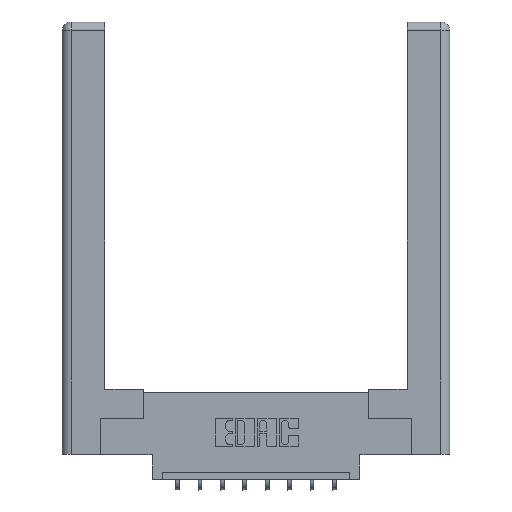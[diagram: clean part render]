
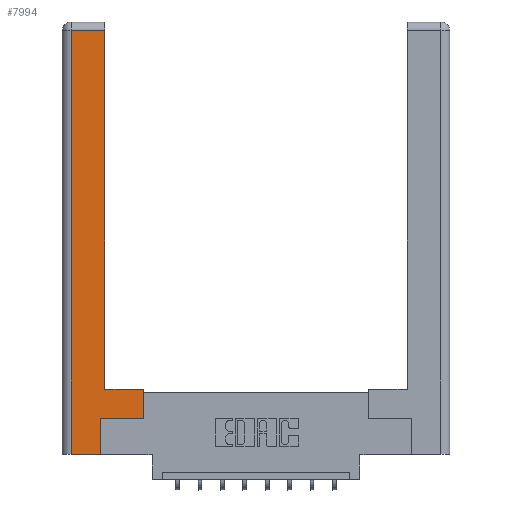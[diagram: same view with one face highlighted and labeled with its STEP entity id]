
A CAD part, top view. The second image highlights one B-rep face of the part: STEP entity #7994.
In plain terms, the highlighted planar face has unit normal (0, 0, 1).
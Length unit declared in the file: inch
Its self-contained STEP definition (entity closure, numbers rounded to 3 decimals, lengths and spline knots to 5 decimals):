
#38 = CARTESIAN_POINT ( 'NONE',  ( 0.295, 2.94, 0. ) ) ;
#190 = VECTOR ( 'NONE', #11459, 39.37008 ) ;
#727 = CARTESIAN_POINT ( 'NONE',  ( 0.265, 0.245, 0. ) ) ;
#844 = ORIENTED_EDGE ( 'NONE', *, *, #4909, .T. ) ;
#850 = EDGE_CURVE ( 'NONE', #12109, #1218, #13085, .T. ) ;
#890 = DIRECTION ( 'NONE',  ( 0., 1., 0. ) ) ;
#1218 = VERTEX_POINT ( 'NONE', #8731 ) ;
#1354 = DIRECTION ( 'NONE',  ( 1., 0., 0. ) ) ;
#1419 = EDGE_CURVE ( 'NONE', #2775, #6100, #8222, .T. ) ;
#1455 = ORIENTED_EDGE ( 'NONE', *, *, #4492, .T. ) ;
#1630 = CARTESIAN_POINT ( 'NONE',  ( 0.565, 0.45, 0. ) ) ;
#1806 = CARTESIAN_POINT ( 'NONE',  ( 0.565, 0.245, 0. ) ) ;
#2044 = EDGE_LOOP ( 'NONE', ( #1455, #12207, #8443, #9018, #6463, #6116, #844, #2065 ) ) ;
#2065 = ORIENTED_EDGE ( 'NONE', *, *, #850, .T. ) ;
#2099 = LINE ( 'NONE', #5267, #190 ) ;
#2220 = LINE ( 'NONE', #3798, #10819 ) ;
#2257 = LINE ( 'NONE', #9047, #6361 ) ;
#2451 = LINE ( 'NONE', #12638, #5925 ) ;
#2751 = VERTEX_POINT ( 'NONE', #4763 ) ;
#2775 = VERTEX_POINT ( 'NONE', #727 ) ;
#3139 = DIRECTION ( 'NONE',  ( 0., 1., 0. ) ) ;
#3275 = DIRECTION ( 'NONE',  ( 1., 0., 0. ) ) ;
#3641 = VERTEX_POINT ( 'NONE', #8004 ) ;
#3798 = CARTESIAN_POINT ( 'NONE',  ( 0.0615, 0., 0. ) ) ;
#4145 = CARTESIAN_POINT ( 'NONE',  ( 0.295, 0.45, 0. ) ) ;
#4179 = CARTESIAN_POINT ( 'NONE',  ( 0.265, 0., 0. ) ) ;
#4309 = DIRECTION ( 'NONE',  ( 0., 0., -1. ) ) ;
#4492 = EDGE_CURVE ( 'NONE', #1218, #13041, #2451, .T. ) ;
#4763 = CARTESIAN_POINT ( 'NONE',  ( 0.265, 0., 0. ) ) ;
#4909 = EDGE_CURVE ( 'NONE', #6100, #12109, #10065, .T. ) ;
#4995 = CARTESIAN_POINT ( 'NONE',  ( 0.565, 0.45, 0. ) ) ;
#5173 = DIRECTION ( 'NONE',  ( -1., 0., 0. ) ) ;
#5267 = CARTESIAN_POINT ( 'NONE',  ( 0.0615, 2.94, 0. ) ) ;
#5333 = DIRECTION ( 'NONE',  ( -1., 0., 0. ) ) ;
#5767 = VECTOR ( 'NONE', #1354, 39.37008 ) ;
#5925 = VECTOR ( 'NONE', #7452, 39.37008 ) ;
#6100 = VERTEX_POINT ( 'NONE', #1806 ) ;
#6116 = ORIENTED_EDGE ( 'NONE', *, *, #1419, .T. ) ;
#6310 = VECTOR ( 'NONE', #3275, 39.37008 ) ;
#6361 = VECTOR ( 'NONE', #890, 39.37008 ) ;
#6371 = CARTESIAN_POINT ( 'NONE',  ( 0., 0., 0. ) ) ;
#6463 = ORIENTED_EDGE ( 'NONE', *, *, #9577, .T. ) ;
#7008 = CARTESIAN_POINT ( 'NONE',  ( 0.0615, 2.94, 0. ) ) ;
#7078 = VERTEX_POINT ( 'NONE', #7008 ) ;
#7452 = DIRECTION ( 'NONE',  ( 0., 1., 0. ) ) ;
#7994 = ADVANCED_FACE ( 'NONE', ( #8987 ), #9458, .F. ) ;
#8004 = CARTESIAN_POINT ( 'NONE',  ( 0.0615, 0., 0. ) ) ;
#8222 = LINE ( 'NONE', #8348, #6310 ) ;
#8348 = CARTESIAN_POINT ( 'NONE',  ( 0.565, 0.245, 0. ) ) ;
#8443 = ORIENTED_EDGE ( 'NONE', *, *, #11050, .T. ) ;
#8731 = CARTESIAN_POINT ( 'NONE',  ( 0.295, 0.45, 0. ) ) ;
#8897 = VECTOR ( 'NONE', #5173, 39.37008 ) ;
#8987 = FACE_OUTER_BOUND ( 'NONE', #2044, .T. ) ;
#9018 = ORIENTED_EDGE ( 'NONE', *, *, #9126, .T. ) ;
#9047 = CARTESIAN_POINT ( 'NONE',  ( 0.265, 0.245, 0. ) ) ;
#9126 = EDGE_CURVE ( 'NONE', #3641, #2751, #9898, .T. ) ;
#9402 = VECTOR ( 'NONE', #3139, 39.37008 ) ;
#9458 = PLANE ( 'NONE',  #10761 ) ;
#9577 = EDGE_CURVE ( 'NONE', #2751, #2775, #2257, .T. ) ;
#9898 = LINE ( 'NONE', #4179, #5767 ) ;
#9990 = EDGE_CURVE ( 'NONE', #13041, #7078, #2099, .T. ) ;
#10065 = LINE ( 'NONE', #4995, #9402 ) ;
#10761 = AXIS2_PLACEMENT_3D ( 'NONE', #6371, #4309, #5333 ) ;
#10819 = VECTOR ( 'NONE', #12971, 39.37008 ) ;
#11050 = EDGE_CURVE ( 'NONE', #7078, #3641, #2220, .T. ) ;
#11459 = DIRECTION ( 'NONE',  ( -1., 0., 0. ) ) ;
#12109 = VERTEX_POINT ( 'NONE', #1630 ) ;
#12207 = ORIENTED_EDGE ( 'NONE', *, *, #9990, .T. ) ;
#12638 = CARTESIAN_POINT ( 'NONE',  ( 0.295, 3., 0. ) ) ;
#12971 = DIRECTION ( 'NONE',  ( 0., -1., 0. ) ) ;
#13041 = VERTEX_POINT ( 'NONE', #38 ) ;
#13085 = LINE ( 'NONE', #4145, #8897 ) ;
